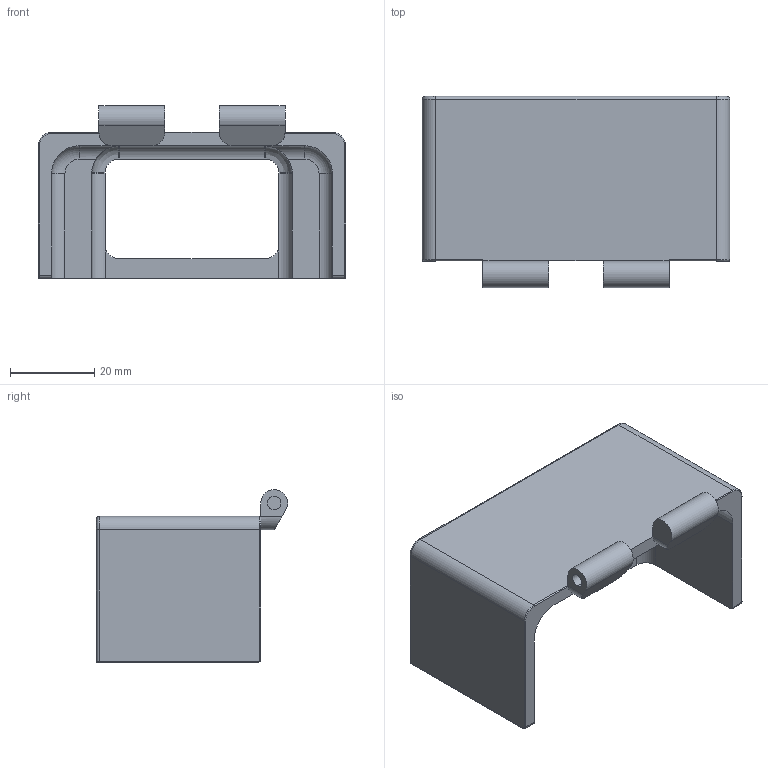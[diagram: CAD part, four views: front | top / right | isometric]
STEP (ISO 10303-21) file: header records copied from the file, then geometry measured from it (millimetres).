
FILE_DESCRIPTION (( 'STEP AP214' ), '1' );
FILE_NAME ('GHL-1-20003.STEP', '2024-05-31T17:16:05', ( '' ), ( '' ), 'SwSTEP 2.0', 'SolidWorks 2023', '' );
FILE_SCHEMA (( 'AUTOMOTIVE_DESIGN' ));
Length unit declared in the file: inch
Products named in the file (1): GHL-1-20003
Bounding box: 73.03 x 45.4 x 41.02 mm (x, y, z)
Volume: 26051.5 mm3; surface area: 14814.5 mm2
Topology: 1 solids, 1 shells, 102 faces, 248 edges, 152 vertices
Faces by surface type: cylinder 47, plane 39, torus 10, bspline 6
Entity records: 3211 total; most frequent: CARTESIAN_POINT 763, DIRECTION 530, ORIENTED_EDGE 496, EDGE_CURVE 248, AXIS2_PLACEMENT_3D 197, VERTEX_POINT 152, VECTOR 136, LINE 136
